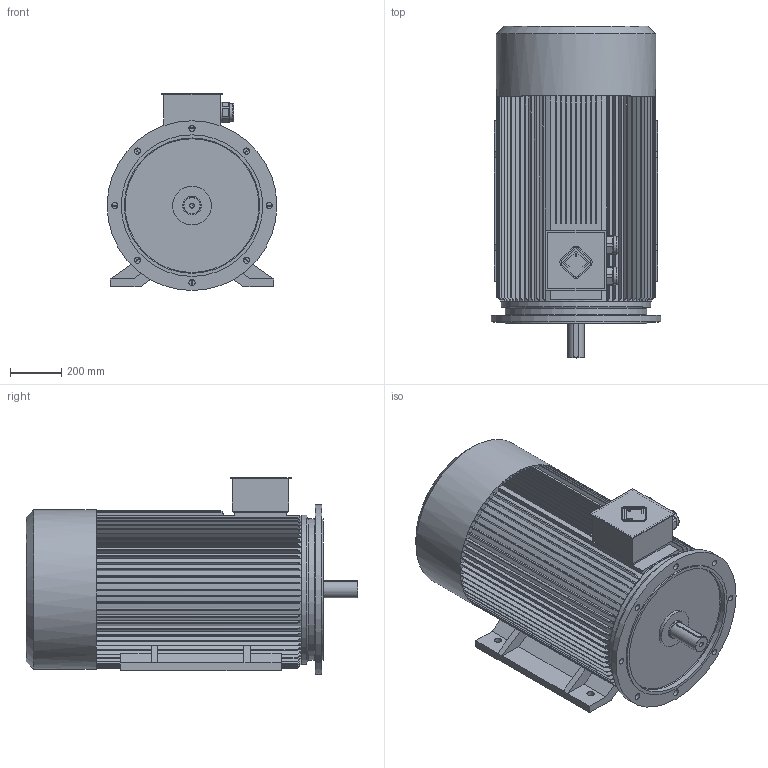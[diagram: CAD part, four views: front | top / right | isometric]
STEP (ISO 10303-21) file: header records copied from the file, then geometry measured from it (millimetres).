
FILE_DESCRIPTION(/* description */ ('Unknown'),/* implementation_level */ '2;1');
FILE_NAME(/* name */ 'AIS315L2_В35',/* time_stamp */ '2021-05-24T14:12:34+03:00',/* author */ ('Unknown'),/* organization */ ('Unknown'),/* preprocessor_version */ 'ST-DEVELOPER v16',/* originating_system */ 'DEX',/* authorisation */ $);
FILE_SCHEMA (('AUTOMOTIVE_DESIGN {1 0 10303 214 3 1 1}'));
Length unit declared in the file: millimetre
Products named in the file (1): AIS315L2_ﾂ35
Bounding box: 660 x 1290 x 766 mm (x, y, z)
Volume: 328934930.2 mm3; surface area: 5775363.6 mm2
Topology: 1 solids, 3 shells, 614 faces, 1765 edges, 1168 vertices
Faces by surface type: plane 419, cylinder 122, cone 68, torus 5
Full cylindrical faces by diameter (mm): 17.294 x2, 24 x8, 28 x4, 65 x1, 69.612 x2, 72 x1, 80 x2, 150 x1, 526 x1, 550 x2, 575 x1, 580 x1, 620 x1, 660 x1
Entity records: 24498 total; most frequent: CARTESIAN_POINT 4067, ORIENTED_EDGE 3412, DIRECTION 3323, EDGE_CURVE 1706, VERTEX_POINT 1148, AXIS2_PLACEMENT_3D 1130, LINE 1063, VECTOR 1063
